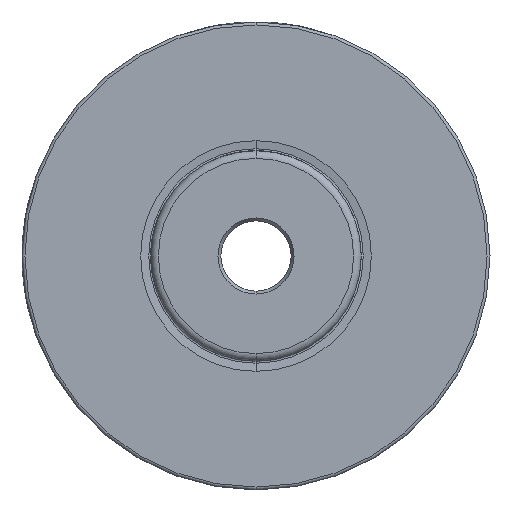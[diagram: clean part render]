
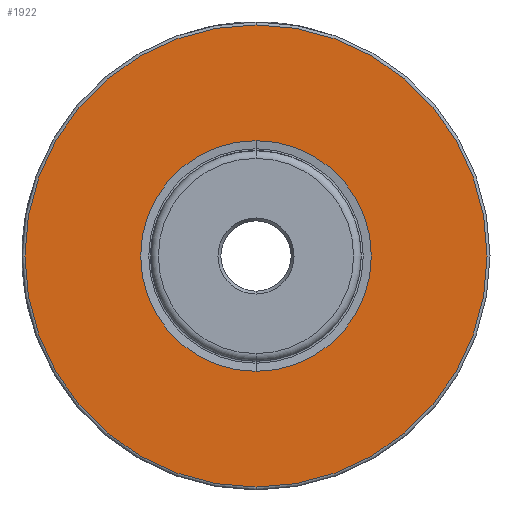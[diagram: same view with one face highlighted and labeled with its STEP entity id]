
A CAD part, left-side view. The second image highlights one B-rep face of the part: STEP entity #1922.
In plain terms, the highlighted planar face has unit normal (-1, 0, 0).
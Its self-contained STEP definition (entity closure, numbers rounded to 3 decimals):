
#156 = ORIENTED_EDGE ( 'NONE', *, *, #498, .F. ) ;
#255 = FACE_OUTER_BOUND ( 'NONE', #1229, .T. ) ;
#272 = AXIS2_PLACEMENT_3D ( 'NONE', #1092, #2998, #1365 ) ;
#289 = DIRECTION ( 'NONE',  ( 0., 0., -1. ) ) ;
#498 = EDGE_CURVE ( 'NONE', #2958, #2109, #1131, .T. ) ;
#661 = ORIENTED_EDGE ( 'NONE', *, *, #2256, .T. ) ;
#698 = AXIS2_PLACEMENT_3D ( 'NONE', #2728, #1941, #289 ) ;
#706 = AXIS2_PLACEMENT_3D ( 'NONE', #2965, #2992, #1901 ) ;
#731 = VERTEX_POINT ( 'NONE', #3262 ) ;
#757 = EDGE_CURVE ( 'NONE', #2109, #2958, #2703, .T. ) ;
#767 = CIRCLE ( 'NONE', #272, 39.5 ) ;
#840 = PLANE ( 'NONE',  #698 ) ;
#1092 = CARTESIAN_POINT ( 'NONE',  ( 0., 0., 0. ) ) ;
#1131 = CIRCLE ( 'NONE', #1707, 19.715 ) ;
#1143 = ORIENTED_EDGE ( 'NONE', *, *, #757, .F. ) ;
#1163 = CARTESIAN_POINT ( 'NONE',  ( 0., 0., 0. ) ) ;
#1166 = EDGE_LOOP ( 'NONE', ( #1143, #156 ) ) ;
#1168 = DIRECTION ( 'NONE',  ( -1., 0., 0. ) ) ;
#1172 = DIRECTION ( 'NONE',  ( 0., 0., 1. ) ) ;
#1219 = CARTESIAN_POINT ( 'NONE',  ( 0., 0., -19.715 ) ) ;
#1229 = EDGE_LOOP ( 'NONE', ( #1643, #661 ) ) ;
#1365 = DIRECTION ( 'NONE',  ( 0., 0., 1. ) ) ;
#1596 = CARTESIAN_POINT ( 'NONE',  ( 0., 0., 0. ) ) ;
#1643 = ORIENTED_EDGE ( 'NONE', *, *, #3066, .T. ) ;
#1707 = AXIS2_PLACEMENT_3D ( 'NONE', #1163, #1168, #1172 ) ;
#1883 = DIRECTION ( 'NONE',  ( 0., 0., 1. ) ) ;
#1901 = DIRECTION ( 'NONE',  ( 0., 0., 1. ) ) ;
#1922 = ADVANCED_FACE ( 'NONE', ( #3146, #255 ), #840, .F. ) ;
#1941 = DIRECTION ( 'NONE',  ( 1., 0., 0. ) ) ;
#2075 = AXIS2_PLACEMENT_3D ( 'NONE', #1596, #3510, #1883 ) ;
#2109 = VERTEX_POINT ( 'NONE', #3155 ) ;
#2256 = EDGE_CURVE ( 'NONE', #731, #2862, #767, .T. ) ;
#2703 = CIRCLE ( 'NONE', #706, 19.715 ) ;
#2728 = CARTESIAN_POINT ( 'NONE',  ( 0., 19.715, 0. ) ) ;
#2862 = VERTEX_POINT ( 'NONE', #3103 ) ;
#2958 = VERTEX_POINT ( 'NONE', #1219 ) ;
#2965 = CARTESIAN_POINT ( 'NONE',  ( 0., 0., 0. ) ) ;
#2992 = DIRECTION ( 'NONE',  ( -1., 0., 0. ) ) ;
#2998 = DIRECTION ( 'NONE',  ( -1., 0., 0. ) ) ;
#3066 = EDGE_CURVE ( 'NONE', #2862, #731, #3489, .T. ) ;
#3103 = CARTESIAN_POINT ( 'NONE',  ( 0., 0., 39.5 ) ) ;
#3146 = FACE_BOUND ( 'NONE', #1166, .T. ) ;
#3155 = CARTESIAN_POINT ( 'NONE',  ( 0., 0., 19.715 ) ) ;
#3262 = CARTESIAN_POINT ( 'NONE',  ( 0., 0., -39.5 ) ) ;
#3489 = CIRCLE ( 'NONE', #2075, 39.5 ) ;
#3510 = DIRECTION ( 'NONE',  ( -1., 0., 0. ) ) ;
